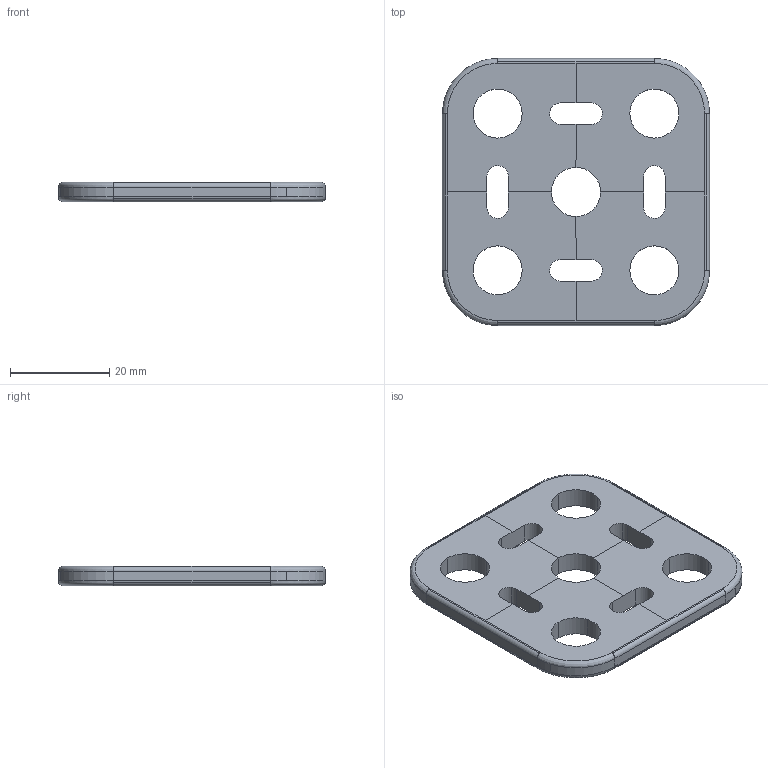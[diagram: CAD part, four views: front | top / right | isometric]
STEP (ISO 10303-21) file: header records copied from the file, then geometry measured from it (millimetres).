
FILE_DESCRIPTION((''),'2;1');
FILE_NAME('TMR.stp','2020-04-21T01:18:35',(''),(''),'AutoCAD STEP 2000i','AutoCAD 2000i',', , ');
FILE_SCHEMA(('CONFIG_CONTROL_DESIGN'));
Length unit declared in the file: millimetre
Products named in the file (2): TMR; PART1
Assembly tree (1 placements, depth 2):
  TMR
    PART1
Bounding box: 53.9 x 53.9 x 3.95 mm (x, y, z)
Volume: 8791 mm3; surface area: 6128.5 mm2
Topology: 1 solids, 1 shells, 83 faces, 271 edges, 180 vertices
Faces by surface type: cylinder 55, plane 20, bspline 8
Entity records: 4286 total; most frequent: CARTESIAN_POINT 1720, ORIENTED_EDGE 542, DIRECTION 531, EDGE_CURVE 271, AXIS2_PLACEMENT_3D 209, VERTEX_POINT 180, CIRCLE 132, VECTOR 113
